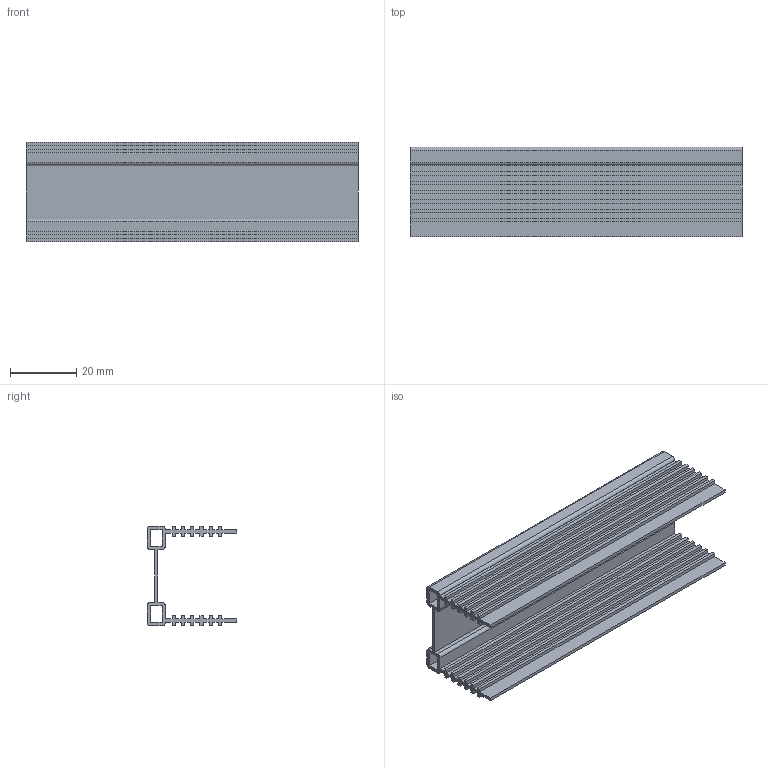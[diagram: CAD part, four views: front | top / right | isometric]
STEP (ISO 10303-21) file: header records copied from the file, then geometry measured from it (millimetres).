
FILE_DESCRIPTION (( 'STEP AP203' ), '1' );
FILE_NAME ('3D_GN6019_30x27_20.76_188461680.STEP', '2024-09-23T10:23:28', ( '' ), ( '' ), 'SwSTEP 2.0', 'SolidWorks 2024', '' );
FILE_SCHEMA (( 'CONFIG_CONTROL_DESIGN' ));
Length unit declared in the file: millimetre
Products named in the file (1): 3D_GN6019_30x27_20.76_188461680
Bounding box: 100 x 27 x 30 mm (x, y, z)
Volume: 12509.9 mm3; surface area: 24944.7 mm2
Topology: 1 solids, 1 shells, 134 faces, 396 edges, 264 vertices
Faces by surface type: plane 126, cylinder 8
Entity records: 4481 total; most frequent: CARTESIAN_POINT 795, ORIENTED_EDGE 792, DIRECTION 682, EDGE_CURVE 396, LINE 380, VECTOR 380, VERTEX_POINT 264, AXIS2_PLACEMENT_3D 151
